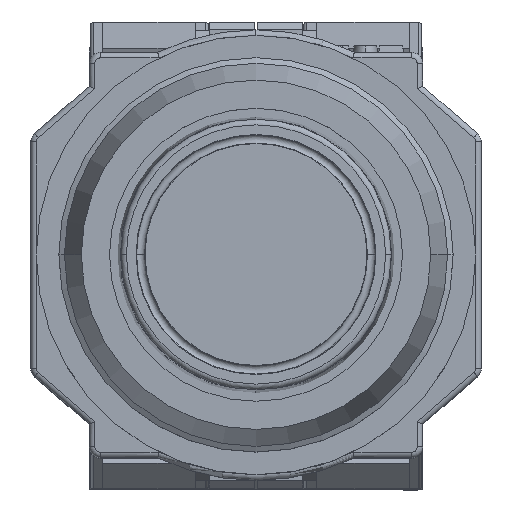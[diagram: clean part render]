
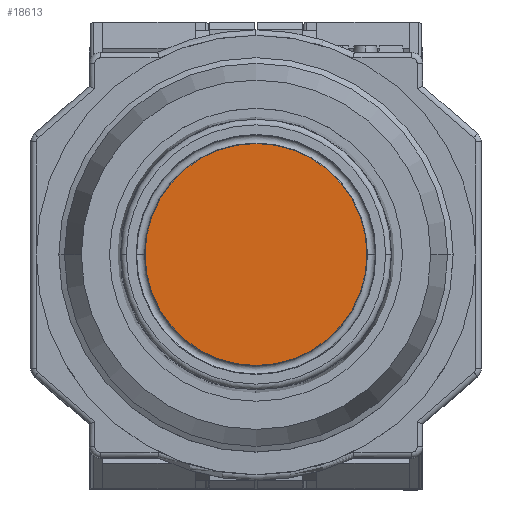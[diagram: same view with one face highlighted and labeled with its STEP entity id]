
A CAD part, top view. The second image highlights one B-rep face of the part: STEP entity #18613.
In plain terms, the highlighted planar face has unit normal (0, 0, 1).
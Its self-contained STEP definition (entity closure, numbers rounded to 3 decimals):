
#254 = CIRCLE ( 'NONE', #5718, 9.85 ) ;
#1041 = EDGE_LOOP ( 'NONE', ( #6355, #12246 ) ) ;
#2637 = CARTESIAN_POINT ( 'NONE',  ( 0., 0., 48.1 ) ) ;
#5282 = EDGE_CURVE ( 'NONE', #14510, #19964, #254, .T. ) ;
#5541 = DIRECTION ( 'NONE',  ( -1., 0., 0. ) ) ;
#5718 = AXIS2_PLACEMENT_3D ( 'NONE', #24189, #21484, #18776 ) ;
#6355 = ORIENTED_EDGE ( 'NONE', *, *, #19201, .F. ) ;
#8241 = DIRECTION ( 'NONE',  ( 0., 0., -1. ) ) ;
#8568 = CARTESIAN_POINT ( 'NONE',  ( 9.85, 0., 48.1 ) ) ;
#9165 = FACE_OUTER_BOUND ( 'NONE', #1041, .T. ) ;
#9701 = CIRCLE ( 'NONE', #20574, 9.85 ) ;
#10938 = CARTESIAN_POINT ( 'NONE',  ( 0., 12., 48.1 ) ) ;
#11892 = AXIS2_PLACEMENT_3D ( 'NONE', #10938, #8241, #5541 ) ;
#12246 = ORIENTED_EDGE ( 'NONE', *, *, #5282, .F. ) ;
#14510 = VERTEX_POINT ( 'NONE', #8568 ) ;
#18613 = ADVANCED_FACE ( 'NONE', ( #9165 ), #21758, .F. ) ;
#18776 = DIRECTION ( 'NONE',  ( -1., 0., 0. ) ) ;
#19201 = EDGE_CURVE ( 'NONE', #19964, #14510, #9701, .T. ) ;
#19964 = VERTEX_POINT ( 'NONE', #20928 ) ;
#20574 = AXIS2_PLACEMENT_3D ( 'NONE', #2637, #26326, #23626 ) ;
#20928 = CARTESIAN_POINT ( 'NONE',  ( -9.85, 0., 48.1 ) ) ;
#21484 = DIRECTION ( 'NONE',  ( 0., 0., -1. ) ) ;
#21758 = PLANE ( 'NONE',  #11892 ) ;
#23626 = DIRECTION ( 'NONE',  ( -1., 0., 0. ) ) ;
#24189 = CARTESIAN_POINT ( 'NONE',  ( 0., 0., 48.1 ) ) ;
#26326 = DIRECTION ( 'NONE',  ( 0., 0., -1. ) ) ;
